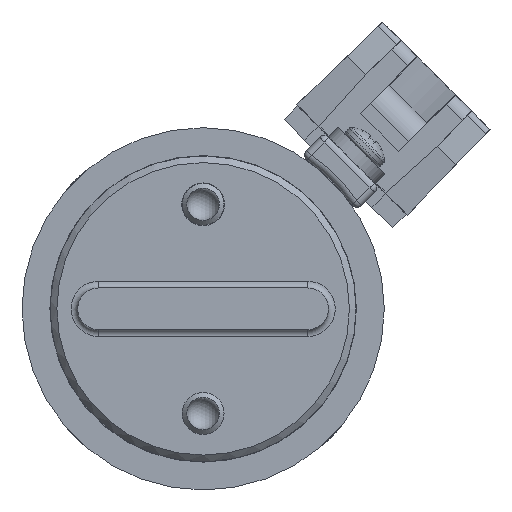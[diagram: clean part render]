
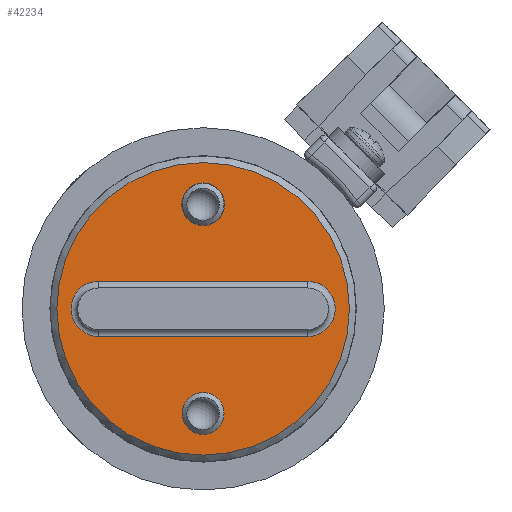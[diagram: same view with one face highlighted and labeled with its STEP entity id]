
A CAD part, left-side view. The second image highlights one B-rep face of the part: STEP entity #42234.
In plain terms, the highlighted planar face has unit normal (-1, 0, 0).
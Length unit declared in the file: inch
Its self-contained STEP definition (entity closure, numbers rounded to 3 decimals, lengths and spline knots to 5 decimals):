
#1186 = AXIS2_PLACEMENT_3D ( 'NONE', #8812, #48441, #14515 ) ;
#1516 = ORIENTED_EDGE ( 'NONE', *, *, #65555, .T. ) ;
#2148 = FACE_BOUND ( 'NONE', #39758, .T. ) ;
#2875 = VERTEX_POINT ( 'NONE', #20618 ) ;
#5376 = VECTOR ( 'NONE', #12082, 39.37008 ) ;
#6363 = CARTESIAN_POINT ( 'NONE',  ( -0.25, 0., 0.12375 ) ) ;
#6572 = CIRCLE ( 'NONE', #14716, 0.656 ) ;
#8640 = AXIS2_PLACEMENT_3D ( 'NONE', #67219, #33161, #72896 ) ;
#8812 = CARTESIAN_POINT ( 'NONE',  ( -0.25, -0.46875, 0. ) ) ;
#9196 = CARTESIAN_POINT ( 'NONE',  ( -0.25, 0., -0.469 ) ) ;
#9919 = CARTESIAN_POINT ( 'NONE',  ( -0.25, 0.094, 0.469 ) ) ;
#11011 = CIRCLE ( 'NONE', #8640, 0.094 ) ;
#11314 = ORIENTED_EDGE ( 'NONE', *, *, #63468, .T. ) ;
#11369 = CARTESIAN_POINT ( 'NONE',  ( -0.25, -0.656, 0. ) ) ;
#11599 = EDGE_CURVE ( 'NONE', #42746, #42746, #11011, .T. ) ;
#12082 = DIRECTION ( 'NONE',  ( 0., -1., 0. ) ) ;
#12885 = CARTESIAN_POINT ( 'NONE',  ( -0.25, 0.46875, 0.12375 ) ) ;
#14272 = PLANE ( 'NONE',  #44222 ) ;
#14515 = DIRECTION ( 'NONE',  ( 0., -1., 0. ) ) ;
#14716 = AXIS2_PLACEMENT_3D ( 'NONE', #60450, #26375, #66111 ) ;
#14866 = DIRECTION ( 'NONE',  ( 1., 0., 0. ) ) ;
#14895 = DIRECTION ( 'NONE',  ( 0., 1., 0. ) ) ;
#15454 = DIRECTION ( 'NONE',  ( 0., 1., 0. ) ) ;
#15532 = FACE_OUTER_BOUND ( 'NONE', #36032, .T. ) ;
#15879 = CARTESIAN_POINT ( 'NONE',  ( -0.25, 0.094, -0.469 ) ) ;
#20190 = DIRECTION ( 'NONE',  ( -1., 0., 0. ) ) ;
#20269 = CARTESIAN_POINT ( 'NONE',  ( -0.25, 0.46875, -0.12375 ) ) ;
#20618 = CARTESIAN_POINT ( 'NONE',  ( -0.25, -0.46875, 0.12375 ) ) ;
#20624 = EDGE_CURVE ( 'NONE', #37393, #37393, #36472, .T. ) ;
#21003 = VERTEX_POINT ( 'NONE', #12885 ) ;
#25797 = AXIS2_PLACEMENT_3D ( 'NONE', #48806, #14866, #54582 ) ;
#25821 = VECTOR ( 'NONE', #15454, 39.37008 ) ;
#26375 = DIRECTION ( 'NONE',  ( -1., 0., 0. ) ) ;
#28533 = CARTESIAN_POINT ( 'NONE',  ( -0.25, -0.46875, -0.12375 ) ) ;
#30033 = VERTEX_POINT ( 'NONE', #20269 ) ;
#30540 = FACE_BOUND ( 'NONE', #55031, .T. ) ;
#30685 = ORIENTED_EDGE ( 'NONE', *, *, #20624, .T. ) ;
#31923 = ORIENTED_EDGE ( 'NONE', *, *, #11599, .T. ) ;
#33161 = DIRECTION ( 'NONE',  ( 1., 0., 0. ) ) ;
#33589 = CIRCLE ( 'NONE', #1186, 0.12375 ) ;
#34387 = EDGE_CURVE ( 'NONE', #2875, #54956, #33589, .T. ) ;
#35579 = LINE ( 'NONE', #6363, #5376 ) ;
#36032 = EDGE_LOOP ( 'NONE', ( #11314 ) ) ;
#36472 = CIRCLE ( 'NONE', #44861, 0.094 ) ;
#37393 = VERTEX_POINT ( 'NONE', #15879 ) ;
#39758 = EDGE_LOOP ( 'NONE', ( #50074, #1516, #42300, #70662 ) ) ;
#42234 = ADVANCED_FACE ( 'NONE', ( #2148, #30540, #60878, #15532 ), #14272, .T. ) ;
#42300 = ORIENTED_EDGE ( 'NONE', *, *, #58426, .T. ) ;
#42689 = LINE ( 'NONE', #66075, #25821 ) ;
#42746 = VERTEX_POINT ( 'NONE', #9919 ) ;
#44222 = AXIS2_PLACEMENT_3D ( 'NONE', #54221, #20190, #59984 ) ;
#44479 = VERTEX_POINT ( 'NONE', #11369 ) ;
#44861 = AXIS2_PLACEMENT_3D ( 'NONE', #9196, #48844, #14895 ) ;
#48441 = DIRECTION ( 'NONE',  ( 1., 0., 0. ) ) ;
#48806 = CARTESIAN_POINT ( 'NONE',  ( -0.25, 0.46875, 0. ) ) ;
#48844 = DIRECTION ( 'NONE',  ( 1., 0., 0. ) ) ;
#49006 = EDGE_LOOP ( 'NONE', ( #30685 ) ) ;
#50074 = ORIENTED_EDGE ( 'NONE', *, *, #67913, .T. ) ;
#54221 = CARTESIAN_POINT ( 'NONE',  ( -0.25, 0., 0. ) ) ;
#54582 = DIRECTION ( 'NONE',  ( 0., -1., 0. ) ) ;
#54956 = VERTEX_POINT ( 'NONE', #28533 ) ;
#55031 = EDGE_LOOP ( 'NONE', ( #31923 ) ) ;
#58426 = EDGE_CURVE ( 'NONE', #21003, #2875, #35579, .T. ) ;
#59984 = DIRECTION ( 'NONE',  ( 0., -1., 0. ) ) ;
#60450 = CARTESIAN_POINT ( 'NONE',  ( -0.25, 0., 0. ) ) ;
#60878 = FACE_BOUND ( 'NONE', #49006, .T. ) ;
#63468 = EDGE_CURVE ( 'NONE', #44479, #44479, #6572, .T. ) ;
#65555 = EDGE_CURVE ( 'NONE', #30033, #21003, #72651, .T. ) ;
#66075 = CARTESIAN_POINT ( 'NONE',  ( -0.25, 0., -0.12375 ) ) ;
#66111 = DIRECTION ( 'NONE',  ( 0., -1., 0. ) ) ;
#67219 = CARTESIAN_POINT ( 'NONE',  ( -0.25, 0., 0.469 ) ) ;
#67913 = EDGE_CURVE ( 'NONE', #54956, #30033, #42689, .T. ) ;
#70662 = ORIENTED_EDGE ( 'NONE', *, *, #34387, .T. ) ;
#72651 = CIRCLE ( 'NONE', #25797, 0.12375 ) ;
#72896 = DIRECTION ( 'NONE',  ( 0., 1., 0. ) ) ;
